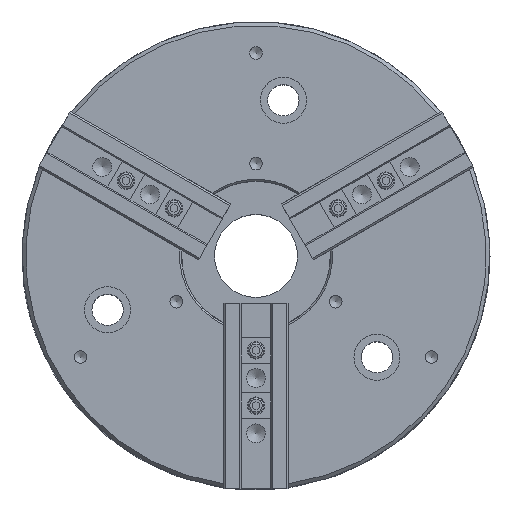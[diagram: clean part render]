
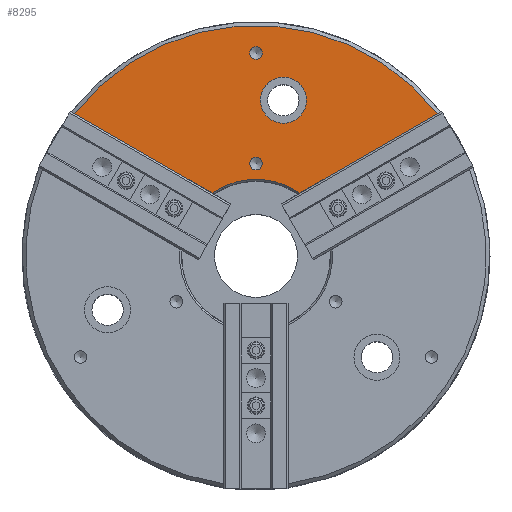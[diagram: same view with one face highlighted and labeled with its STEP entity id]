
A CAD part, top view. The second image highlights one B-rep face of the part: STEP entity #8295.
In plain terms, the highlighted planar face has unit normal (0, 0, 1).
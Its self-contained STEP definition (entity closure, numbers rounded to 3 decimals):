
#104=LINE('',#12693,#846);
#105=LINE('',#12694,#847);
#846=VECTOR('',#10059,1000.);
#847=VECTOR('',#10060,1000.);
#1579=PLANE('',#8950);
#2188=ORIENTED_EDGE('',*,*,#4438,.T.);
#2189=ORIENTED_EDGE('',*,*,#4439,.F.);
#2190=ORIENTED_EDGE('',*,*,#4289,.F.);
#2191=ORIENTED_EDGE('',*,*,#4440,.T.);
#2192=ORIENTED_EDGE('',*,*,#4441,.T.);
#2193=ORIENTED_EDGE('',*,*,#4442,.T.);
#2194=ORIENTED_EDGE('',*,*,#4443,.F.);
#4289=EDGE_CURVE('',#5437,#5438,#6264,.T.);
#4438=EDGE_CURVE('',#5563,#5564,#6360,.T.);
#4439=EDGE_CURVE('',#5438,#5564,#104,.T.);
#4440=EDGE_CURVE('',#5437,#5563,#105,.T.);
#4441=EDGE_CURVE('',#5565,#5565,#6361,.T.);
#4442=EDGE_CURVE('',#5566,#5566,#6362,.T.);
#4443=EDGE_CURVE('',#5567,#5567,#6363,.T.);
#5437=VERTEX_POINT('',#12283);
#5438=VERTEX_POINT('',#12285);
#5563=VERTEX_POINT('',#12691);
#5564=VERTEX_POINT('',#12692);
#5565=VERTEX_POINT('',#12696);
#5566=VERTEX_POINT('',#12698);
#5567=VERTEX_POINT('',#12700);
#6264=CIRCLE('',#8795,125.);
#6360=CIRCLE('',#8951,41.5);
#6361=CIRCLE('',#8952,3.4);
#6362=CIRCLE('',#8953,3.4);
#6363=CIRCLE('',#8954,12.5);
#6710=EDGE_LOOP('',(#2188,#2189,#2190,#2191));
#6711=EDGE_LOOP('',(#2192));
#6712=EDGE_LOOP('',(#2193));
#6713=EDGE_LOOP('',(#2194));
#7444=FACE_BOUND('',#6710,.T.);
#7445=FACE_BOUND('',#6711,.T.);
#7446=FACE_BOUND('',#6712,.T.);
#7447=FACE_BOUND('',#6713,.T.);
#8295=ADVANCED_FACE('',(#7444,#7445,#7446,#7447),#1579,.T.);
#8795=AXIS2_PLACEMENT_3D('',#12284,#9711,#9712);
#8950=AXIS2_PLACEMENT_3D('',#12689,#10055,#10056);
#8951=AXIS2_PLACEMENT_3D('',#12690,#10057,#10058);
#8952=AXIS2_PLACEMENT_3D('',#12695,#10061,#10062);
#8953=AXIS2_PLACEMENT_3D('',#12697,#10063,#10064);
#8954=AXIS2_PLACEMENT_3D('',#12699,#10065,#10066);
#9711=DIRECTION('',(0.,0.,-1.));
#9712=DIRECTION('',(0.866,0.5,0.));
#10055=DIRECTION('',(0.,0.,1.));
#10056=DIRECTION('',(0.866,0.5,0.));
#10057=DIRECTION('',(0.,0.,-1.));
#10058=DIRECTION('',(0.866,0.5,0.));
#10059=DIRECTION('',(-0.866,-0.5,0.));
#10060=DIRECTION('',(0.866,-0.5,0.));
#10061=DIRECTION('',(0.,0.,-1.));
#10062=DIRECTION('',(0.866,0.5,0.));
#10063=DIRECTION('',(0.,0.,-1.));
#10064=DIRECTION('',(0.866,0.5,0.));
#10065=DIRECTION('',(0.,0.,1.));
#10066=DIRECTION('',(0.,-1.,0.));
#12283=CARTESIAN_POINT('',(-98.437,77.04,0.));
#12284=CARTESIAN_POINT('',(0.,0.,0.));
#12285=CARTESIAN_POINT('',(98.437,77.04,0.));
#12689=CARTESIAN_POINT('',(0.,41.5,0.));
#12690=CARTESIAN_POINT('',(0.,0.,0.));
#12691=CARTESIAN_POINT('',(-23.838,33.97,0.));
#12692=CARTESIAN_POINT('',(23.838,33.97,0.));
#12693=CARTESIAN_POINT('',(101.235,78.655,0.));
#12694=CARTESIAN_POINT('',(-101.235,78.655,0.));
#12695=CARTESIAN_POINT('',(0.,50.,0.));
#12696=CARTESIAN_POINT('',(2.944,51.7,0.));
#12697=CARTESIAN_POINT('',(0.,110.,0.));
#12698=CARTESIAN_POINT('',(2.944,111.7,0.));
#12699=CARTESIAN_POINT('',(14.882,84.398,0.));
#12700=CARTESIAN_POINT('',(14.882,71.898,0.));
